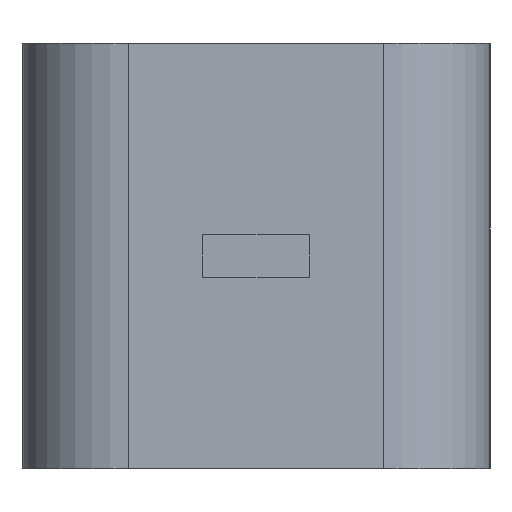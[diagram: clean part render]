
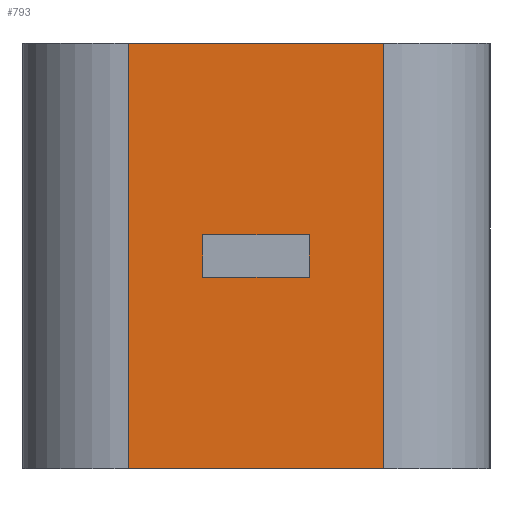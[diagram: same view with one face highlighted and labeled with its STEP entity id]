
A CAD part, left-side view. The second image highlights one B-rep face of the part: STEP entity #793.
In plain terms, the highlighted planar face has unit normal (-1, 0, 0).
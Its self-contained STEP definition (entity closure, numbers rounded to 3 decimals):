
#28 = ORIENTED_EDGE ( 'NONE', *, *, #131, .F. ) ;
#39 = ORIENTED_EDGE ( 'NONE', *, *, #1361, .F. ) ;
#47 = VERTEX_POINT ( 'NONE', #989 ) ;
#93 = ORIENTED_EDGE ( 'NONE', *, *, #1799, .T. ) ;
#101 = DIRECTION ( 'NONE',  ( 0., 0., -1. ) ) ;
#131 = EDGE_CURVE ( 'NONE', #1762, #1129, #1536, .T. ) ;
#133 = AXIS2_PLACEMENT_3D ( 'NONE', #979, #830, #642 ) ;
#186 = DIRECTION ( 'NONE',  ( 0., -1., 0. ) ) ;
#222 = CARTESIAN_POINT ( 'NONE',  ( -25., 6., 10. ) ) ;
#270 = CARTESIAN_POINT ( 'NONE',  ( -25., -2.5, -1. ) ) ;
#306 = CARTESIAN_POINT ( 'NONE',  ( -25., 11., -10. ) ) ;
#310 = PLANE ( 'NONE',  #133 ) ;
#319 = ORIENTED_EDGE ( 'NONE', *, *, #2029, .F. ) ;
#330 = CARTESIAN_POINT ( 'NONE',  ( -25., 2.5, -1. ) ) ;
#345 = VECTOR ( 'NONE', #101, 1000. ) ;
#386 = CARTESIAN_POINT ( 'NONE',  ( -25., 11., 10. ) ) ;
#420 = LINE ( 'NONE', #1933, #727 ) ;
#433 = EDGE_LOOP ( 'NONE', ( #93, #2079, #28, #1505 ) ) ;
#448 = EDGE_CURVE ( 'NONE', #1060, #1129, #2062, .T. ) ;
#456 = LINE ( 'NONE', #306, #2020 ) ;
#573 = CARTESIAN_POINT ( 'NONE',  ( -25., -6., -10. ) ) ;
#591 = LINE ( 'NONE', #222, #345 ) ;
#601 = CARTESIAN_POINT ( 'NONE',  ( -25., -6., 10. ) ) ;
#633 = ORIENTED_EDGE ( 'NONE', *, *, #1292, .F. ) ;
#641 = CARTESIAN_POINT ( 'NONE',  ( -25., 2.5, -1. ) ) ;
#642 = DIRECTION ( 'NONE',  ( 0., 0., -1. ) ) ;
#666 = EDGE_LOOP ( 'NONE', ( #633, #319, #1297, #39 ) ) ;
#727 = VECTOR ( 'NONE', #910, 1000. ) ;
#733 = DIRECTION ( 'NONE',  ( 0., -1., 0. ) ) ;
#776 = LINE ( 'NONE', #1649, #1773 ) ;
#778 = VERTEX_POINT ( 'NONE', #2146 ) ;
#793 = ADVANCED_FACE ( 'NONE', ( #1146, #816 ), #310, .F. ) ;
#816 = FACE_BOUND ( 'NONE', #666, .T. ) ;
#830 = DIRECTION ( 'NONE',  ( 1., 0., 0. ) ) ;
#883 = CARTESIAN_POINT ( 'NONE',  ( -25., -6., 10. ) ) ;
#910 = DIRECTION ( 'NONE',  ( 0., 0., 1. ) ) ;
#979 = CARTESIAN_POINT ( 'NONE',  ( -25., 11., 10. ) ) ;
#989 = CARTESIAN_POINT ( 'NONE',  ( -25., -2.5, -1. ) ) ;
#1020 = EDGE_CURVE ( 'NONE', #1431, #47, #2049, .T. ) ;
#1060 = VERTEX_POINT ( 'NONE', #573 ) ;
#1129 = VERTEX_POINT ( 'NONE', #601 ) ;
#1146 = FACE_OUTER_BOUND ( 'NONE', #433, .T. ) ;
#1154 = EDGE_CURVE ( 'NONE', #1762, #1182, #591, .T. ) ;
#1182 = VERTEX_POINT ( 'NONE', #1892 ) ;
#1291 = LINE ( 'NONE', #641, #1504 ) ;
#1292 = EDGE_CURVE ( 'NONE', #1407, #778, #776, .T. ) ;
#1297 = ORIENTED_EDGE ( 'NONE', *, *, #1020, .F. ) ;
#1326 = DIRECTION ( 'NONE',  ( 0., 1., 0. ) ) ;
#1361 = EDGE_CURVE ( 'NONE', #778, #1431, #1291, .T. ) ;
#1407 = VERTEX_POINT ( 'NONE', #1670 ) ;
#1431 = VERTEX_POINT ( 'NONE', #330 ) ;
#1447 = DIRECTION ( 'NONE',  ( 0., -1., 0. ) ) ;
#1504 = VECTOR ( 'NONE', #1630, 1000. ) ;
#1505 = ORIENTED_EDGE ( 'NONE', *, *, #1154, .T. ) ;
#1536 = LINE ( 'NONE', #386, #1656 ) ;
#1555 = DIRECTION ( 'NONE',  ( 0., 0., 1. ) ) ;
#1558 = VECTOR ( 'NONE', #1555, 1000. ) ;
#1630 = DIRECTION ( 'NONE',  ( 0., 0., -1. ) ) ;
#1634 = VECTOR ( 'NONE', #733, 1000. ) ;
#1639 = CARTESIAN_POINT ( 'NONE',  ( -25., 6., 10. ) ) ;
#1649 = CARTESIAN_POINT ( 'NONE',  ( -25., -2.5, 1. ) ) ;
#1656 = VECTOR ( 'NONE', #186, 1000. ) ;
#1670 = CARTESIAN_POINT ( 'NONE',  ( -25., -2.5, 1. ) ) ;
#1762 = VERTEX_POINT ( 'NONE', #1639 ) ;
#1773 = VECTOR ( 'NONE', #1326, 1000. ) ;
#1799 = EDGE_CURVE ( 'NONE', #1182, #1060, #456, .T. ) ;
#1892 = CARTESIAN_POINT ( 'NONE',  ( -25., 6., -10. ) ) ;
#1933 = CARTESIAN_POINT ( 'NONE',  ( -25., -2.5, -1. ) ) ;
#2020 = VECTOR ( 'NONE', #1447, 1000. ) ;
#2029 = EDGE_CURVE ( 'NONE', #47, #1407, #420, .T. ) ;
#2049 = LINE ( 'NONE', #270, #1634 ) ;
#2062 = LINE ( 'NONE', #883, #1558 ) ;
#2079 = ORIENTED_EDGE ( 'NONE', *, *, #448, .T. ) ;
#2146 = CARTESIAN_POINT ( 'NONE',  ( -25., 2.5, 1. ) ) ;
